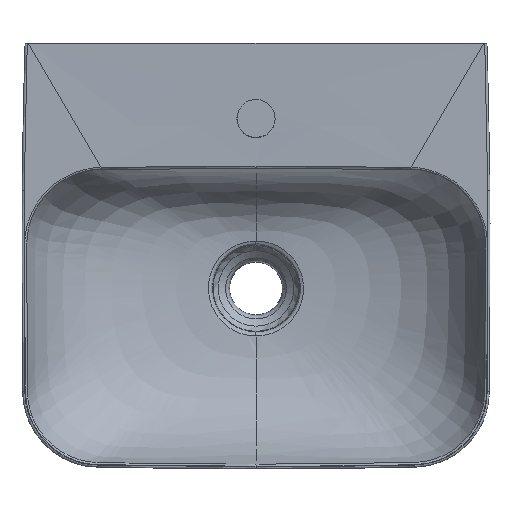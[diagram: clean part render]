
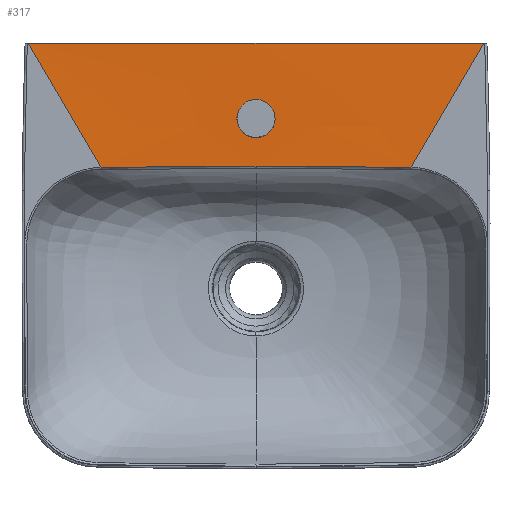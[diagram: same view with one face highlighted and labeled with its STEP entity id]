
A CAD part, top view. The second image highlights one B-rep face of the part: STEP entity #317.
In plain terms, the highlighted free-form (B-spline) face has degree [3, 3] with [4, 4] control points.
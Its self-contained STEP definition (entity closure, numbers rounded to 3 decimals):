
#62=B_SPLINE_SURFACE_WITH_KNOTS('',3,3,((#6145,#6146,#6147,#6148),(#6149,
#6150,#6151,#6152),(#6153,#6154,#6155,#6156),(#6157,#6158,#6159,#6160)),
 .UNSPECIFIED.,.F.,.F.,.F.,(4,4),(4,4),(0.,1.),(0.,1.),.UNSPECIFIED.);
#181=FACE_BOUND('',#577,.T.);
#182=FACE_BOUND('',#578,.T.);
#317=ADVANCED_FACE('',(#181,#182),#62,.F.);
#577=EDGE_LOOP('',(#820));
#578=EDGE_LOOP('',(#821,#822,#823,#824,#825,#826));
#820=ORIENTED_EDGE('',*,*,#1529,.T.);
#821=ORIENTED_EDGE('',*,*,#1618,.T.);
#822=ORIENTED_EDGE('',*,*,#1619,.T.);
#823=ORIENTED_EDGE('',*,*,#1620,.F.);
#824=ORIENTED_EDGE('',*,*,#1533,.T.);
#825=ORIENTED_EDGE('',*,*,#1559,.T.);
#826=ORIENTED_EDGE('',*,*,#1621,.F.);
#1330=VERTEX_POINT('',#2457);
#1334=VERTEX_POINT('',#2487);
#1335=VERTEX_POINT('',#2492);
#1360=VERTEX_POINT('',#2650);
#1409=VERTEX_POINT('',#4683);
#1412=VERTEX_POINT('',#5375);
#1413=VERTEX_POINT('',#6117);
#1529=EDGE_CURVE('',#1330,#1330,#1831,.T.);
#1533=EDGE_CURVE('',#1335,#1334,#1834,.T.);
#1559=EDGE_CURVE('',#1334,#1360,#1856,.T.);
#1618=EDGE_CURVE('',#1412,#1413,#1897,.T.);
#1619=EDGE_CURVE('',#1413,#1409,#1898,.T.);
#1620=EDGE_CURVE('',#1335,#1409,#1899,.T.);
#1621=EDGE_CURVE('',#1412,#1360,#1900,.T.);
#1831=B_SPLINE_CURVE_WITH_KNOTS('',3,(#2431,#2432,#2433,#2434,#2435,#2436,
#2437,#2438,#2439,#2440,#2441,#2442,#2443,#2444,#2445,#2446,#2447,#2448,
#2449,#2450,#2451,#2452,#2453,#2454,#2455,#2456),.UNSPECIFIED.,.T.,.F.,
(2,2,2,2,2,2,2,2,2,2,2,2,2,2,2),(-0.125,0.,0.062,0.125,0.25,
0.313,0.375,0.438,0.5,0.625,0.688,0.75,0.875,1.,1.063),
 .UNSPECIFIED.);
#1834=B_SPLINE_CURVE_WITH_KNOTS('',3,(#2488,#2489,#2490,#2491),
 .UNSPECIFIED.,.F.,.F.,(4,4),(0.,1.),.UNSPECIFIED.);
#1856=B_SPLINE_CURVE_WITH_KNOTS('',3,(#2651,#2652,#2653,#2654),
 .UNSPECIFIED.,.F.,.F.,(4,4),(0.,1.),.UNSPECIFIED.);
#1897=B_SPLINE_CURVE_WITH_KNOTS('',3,(#6098,#6099,#6100,#6101,#6102,#6103,
#6104,#6105,#6106,#6107,#6108,#6109,#6110,#6111,#6112,#6113,#6114,#6115,
#6116),.UNSPECIFIED.,.F.,.F.,(4,2,2,2,1,1,1,1,1,2,2,4),(0.,0.25,
0.375,0.437,0.469,0.484,
0.492,0.496,0.498,0.499,
0.5,1.),.UNSPECIFIED.);
#1898=B_SPLINE_CURVE_WITH_KNOTS('',3,(#6118,#6119,#6120,#6121,#6122,#6123,
#6124,#6125,#6126,#6127,#6128,#6129,#6130,#6131,#6132,#6133,#6134,#6135,
#6136),.UNSPECIFIED.,.F.,.F.,(4,2,2,2,1,1,1,1,1,2,2,4),(0.,0.25,
0.375,0.438,0.469,0.484,
0.492,0.496,0.498,0.499,
0.5,1.),.UNSPECIFIED.);
#1899=B_SPLINE_CURVE_WITH_KNOTS('',3,(#6137,#6138,#6139,#6140),
 .UNSPECIFIED.,.F.,.F.,(4,4),(0.,1.),.UNSPECIFIED.);
#1900=B_SPLINE_CURVE_WITH_KNOTS('',3,(#6141,#6142,#6143,#6144),
 .UNSPECIFIED.,.F.,.F.,(4,4),(0.,1.),.UNSPECIFIED.);
#2431=CARTESIAN_POINT('',(4.625,-86.833,-1.265));
#2432=CARTESIAN_POINT('',(-2.312,-86.833,-1.265));
#2433=CARTESIAN_POINT('',(-4.581,-86.378,-1.252));
#2434=CARTESIAN_POINT('',(-8.82,-84.622,-1.204));
#2435=CARTESIAN_POINT('',(-10.761,-83.323,-1.168));
#2436=CARTESIAN_POINT('',(-15.604,-78.48,-1.038));
#2437=CARTESIAN_POINT('',(-17.498,-73.912,-0.918));
#2438=CARTESIAN_POINT('',(-17.501,-67.067,-0.742));
#2439=CARTESIAN_POINT('',(-17.048,-64.774,-0.683));
#2440=CARTESIAN_POINT('',(-15.297,-60.538,-0.575));
#2441=CARTESIAN_POINT('',(-14.013,-58.609,-0.526));
#2442=CARTESIAN_POINT('',(-10.748,-55.342,-0.443));
#2443=CARTESIAN_POINT('',(-8.822,-54.057,-0.41));
#2444=CARTESIAN_POINT('',(-4.58,-52.3,-0.365));
#2445=CARTESIAN_POINT('',(-2.29,-51.846,-0.353));
#2446=CARTESIAN_POINT('',(4.562,-51.844,-0.353));
#2447=CARTESIAN_POINT('',(9.132,-53.734,-0.402));
#2448=CARTESIAN_POINT('',(13.977,-58.569,-0.525));
#2449=CARTESIAN_POINT('',(15.281,-60.511,-0.575));
#2450=CARTESIAN_POINT('',(17.039,-64.741,-0.682));
#2451=CARTESIAN_POINT('',(17.498,-67.015,-0.741));
#2452=CARTESIAN_POINT('',(17.505,-73.936,-0.918));
#2453=CARTESIAN_POINT('',(15.613,-78.467,-1.037));
#2454=CARTESIAN_POINT('',(9.155,-84.933,-1.212));
#2455=CARTESIAN_POINT('',(4.625,-86.833,-1.265));
#2456=CARTESIAN_POINT('',(-2.312,-86.833,-1.265));
#2457=CARTESIAN_POINT('',(0.,-86.833,-1.265));
#2487=CARTESIAN_POINT('',(0.,0.,0.998));
#2488=CARTESIAN_POINT('',(209.012,0.,-0.002));
#2489=CARTESIAN_POINT('',(139.343,0.,0.665));
#2490=CARTESIAN_POINT('',(69.672,0.,0.998));
#2491=CARTESIAN_POINT('',(0.,0.,0.998));
#2492=CARTESIAN_POINT('',(209.012,0.,-0.002));
#2650=CARTESIAN_POINT('',(-209.012,0.,-0.002));
#2651=CARTESIAN_POINT('',(0.,0.,0.998));
#2652=CARTESIAN_POINT('',(-69.672,0.,0.998));
#2653=CARTESIAN_POINT('',(-139.343,0.,0.665));
#2654=CARTESIAN_POINT('',(-209.012,0.,-0.002));
#4683=CARTESIAN_POINT('',(142.141,-113.943,-0.001));
#5375=CARTESIAN_POINT('',(-142.141,-113.943,-0.001));
#6098=CARTESIAN_POINT('',(-142.142,-113.928,0.));
#6099=CARTESIAN_POINT('',(-135.859,-113.787,-0.175));
#6100=CARTESIAN_POINT('',(-126.794,-113.669,-0.416));
#6101=CARTESIAN_POINT('',(-109.025,-113.537,-0.812));
#6102=CARTESIAN_POINT('',(-102.406,-113.501,-0.948));
#6103=CARTESIAN_POINT('',(-91.438,-113.459,-1.15));
#6104=CARTESIAN_POINT('',(-87.609,-113.447,-1.216));
#6105=CARTESIAN_POINT('',(-81.605,-113.432,-1.313));
#6106=CARTESIAN_POINT('',(-78.538,-113.426,-1.361));
#6107=CARTESIAN_POINT('',(-74.847,-113.42,-1.415));
#6108=CARTESIAN_POINT('',(-72.973,-113.418,-1.442));
#6109=CARTESIAN_POINT('',(-72.028,-113.417,-1.455));
#6110=CARTESIAN_POINT('',(-71.555,-113.416,-1.462));
#6111=CARTESIAN_POINT('',(-71.351,-113.416,-1.464));
#6112=CARTESIAN_POINT('',(-71.215,-113.416,-1.466));
#6113=CARTESIAN_POINT('',(-71.111,-113.416,-1.468));
#6114=CARTESIAN_POINT('',(-54.951,-113.398,-1.69));
#6115=CARTESIAN_POINT('',(-31.259,-113.367,-1.957));
#6116=CARTESIAN_POINT('',(0.,-113.367,-1.957));
#6117=CARTESIAN_POINT('',(0.,-113.367,-1.957));
#6118=CARTESIAN_POINT('',(0.,-113.367,-1.957));
#6119=CARTESIAN_POINT('',(15.629,-113.367,-1.957));
#6120=CARTESIAN_POINT('',(29.366,-113.375,-1.887));
#6121=CARTESIAN_POINT('',(47.136,-113.39,-1.745));
#6122=CARTESIAN_POINT('',(52.586,-113.395,-1.692));
#6123=CARTESIAN_POINT('',(60.053,-113.403,-1.609));
#6124=CARTESIAN_POINT('',(62.424,-113.406,-1.58));
#6125=CARTESIAN_POINT('',(65.803,-113.41,-1.538));
#6126=CARTESIAN_POINT('',(67.448,-113.412,-1.517));
#6127=CARTESIAN_POINT('',(69.289,-113.414,-1.492));
#6128=CARTESIAN_POINT('',(70.191,-113.415,-1.48));
#6129=CARTESIAN_POINT('',(70.637,-113.415,-1.474));
#6130=CARTESIAN_POINT('',(70.859,-113.415,-1.471));
#6131=CARTESIAN_POINT('',(70.953,-113.415,-1.47));
#6132=CARTESIAN_POINT('',(71.016,-113.415,-1.469));
#6133=CARTESIAN_POINT('',(71.012,-113.415,-1.469));
#6134=CARTESIAN_POINT('',(105.868,-113.454,-0.99));
#6135=CARTESIAN_POINT('',(129.577,-113.646,-0.351));
#6136=CARTESIAN_POINT('',(142.142,-113.928,0.));
#6137=CARTESIAN_POINT('',(209.012,0.,-0.002));
#6138=CARTESIAN_POINT('',(186.722,-37.981,-0.002));
#6139=CARTESIAN_POINT('',(164.431,-75.962,-0.002));
#6140=CARTESIAN_POINT('',(142.141,-113.943,-0.002));
#6141=CARTESIAN_POINT('',(-142.141,-113.943,-0.002));
#6142=CARTESIAN_POINT('',(-164.431,-75.962,-0.002));
#6143=CARTESIAN_POINT('',(-186.722,-37.981,-0.002));
#6144=CARTESIAN_POINT('',(-209.012,0.,-0.002));
#6145=CARTESIAN_POINT('',(-141.295,-115.386,0.001));
#6146=CARTESIAN_POINT('',(-47.124,-115.017,-2.67));
#6147=CARTESIAN_POINT('',(47.124,-115.017,-2.67));
#6148=CARTESIAN_POINT('',(141.295,-115.386,0.001));
#6149=CARTESIAN_POINT('',(-163.867,-76.924,0.));
#6150=CARTESIAN_POINT('',(-54.641,-76.678,-1.336));
#6151=CARTESIAN_POINT('',(54.641,-76.678,-1.336));
#6152=CARTESIAN_POINT('',(163.867,-76.924,0.));
#6153=CARTESIAN_POINT('',(-186.44,-38.462,-0.001));
#6154=CARTESIAN_POINT('',(-62.158,-38.339,-0.002));
#6155=CARTESIAN_POINT('',(62.158,-38.339,-0.002));
#6156=CARTESIAN_POINT('',(186.44,-38.462,-0.001));
#6157=CARTESIAN_POINT('',(-209.012,0.,-0.002));
#6158=CARTESIAN_POINT('',(-69.675,0.,1.331));
#6159=CARTESIAN_POINT('',(69.675,0.,1.331));
#6160=CARTESIAN_POINT('',(209.012,0.,-0.002));
